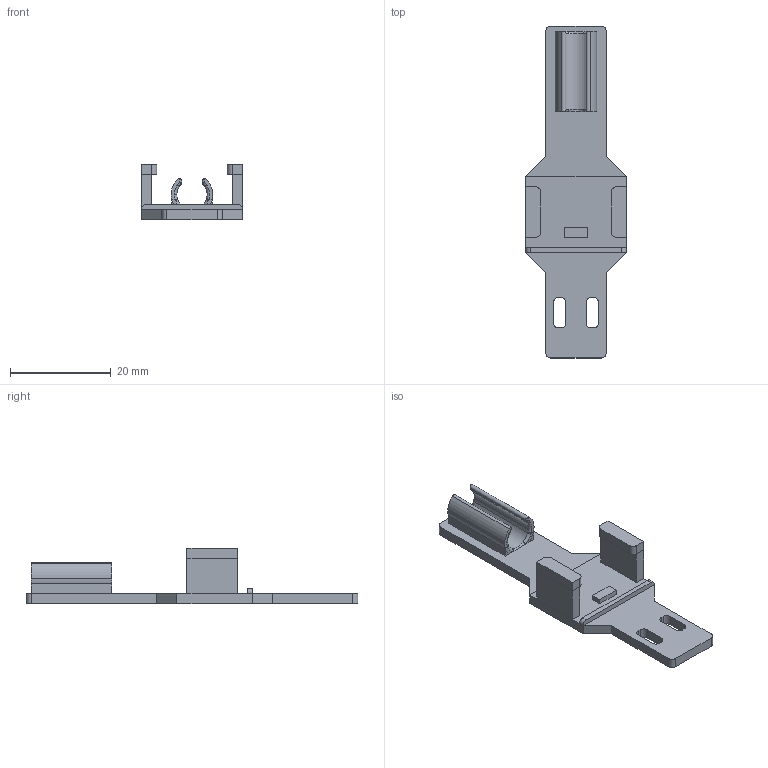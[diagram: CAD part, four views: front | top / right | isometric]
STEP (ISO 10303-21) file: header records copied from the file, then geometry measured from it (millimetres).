
FILE_DESCRIPTION(('FreeCAD Model'),'2;1');
FILE_NAME('MPX-holder_04.step','2019-10-14T19:32:02',('Author'),(''), 'Open CASCADE STEP processor 7.3','FreeCAD','Unknown');
FILE_SCHEMA(('AUTOMOTIVE_DESIGN { 1 0 10303 214 1 1 1 1 }'));
Length unit declared in the file: millimetre
Products named in the file (1): Fillet005
Bounding box: 20 x 66 x 11 mm (x, y, z)
Volume: 2535.5 mm3; surface area: 3127.6 mm2
Topology: 1 solids, 1 shells, 132 faces, 334 edges, 202 vertices
Faces by surface type: plane 71, cylinder 33, bspline 18, torus 10
Entity records: 10304 total; most frequent: CARTESIAN_POINT 4004, DIRECTION 1092, ORIENTED_EDGE 660, PCURVE 660, DEFINITIONAL_REPRESENTATION 660, LINE 656, VECTOR 656, EDGE_CURVE 330
